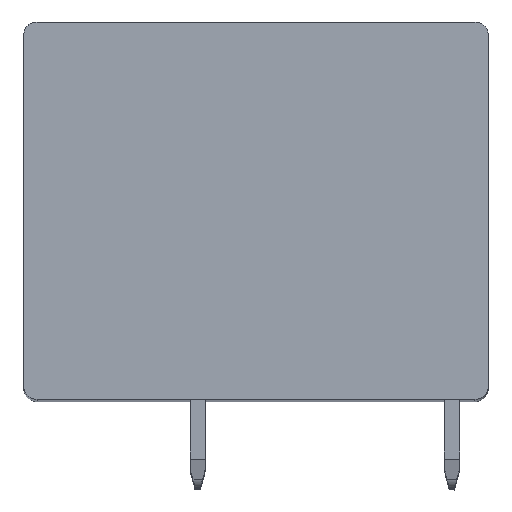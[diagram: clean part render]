
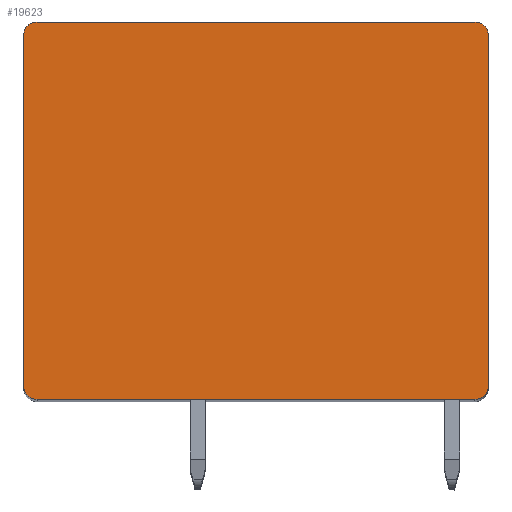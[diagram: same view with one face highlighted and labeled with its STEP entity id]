
A CAD part, top view. The second image highlights one B-rep face of the part: STEP entity #19623.
In plain terms, the highlighted planar face has unit normal (0, 0, 1).
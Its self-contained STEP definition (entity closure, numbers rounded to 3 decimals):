
#7434=CARTESIAN_POINT('',(-11.375,9.1,5.55));
#7435=DIRECTION('',(0.,0.,1.));
#7436=DIRECTION('',(0.,1.,0.));
#7437=AXIS2_PLACEMENT_3D('',#7434,#7435,#7436);
#7439=DIRECTION('',(-1.,0.,0.));
#7440=VECTOR('',#7439,22.75);
#7441=CARTESIAN_POINT('',(11.375,9.8,5.55));
#7442=LINE('',#7441,#7440);
#7443=CARTESIAN_POINT('',(11.375,9.1,5.55));
#7444=DIRECTION('',(0.,0.,1.));
#7445=DIRECTION('',(1.,0.,0.));
#7446=AXIS2_PLACEMENT_3D('',#7443,#7444,#7445);
#7448=DIRECTION('',(0.,1.,0.));
#7449=VECTOR('',#7448,18.2);
#7450=CARTESIAN_POINT('',(12.075,-9.1,5.55));
#7451=LINE('',#7450,#7449);
#7452=CARTESIAN_POINT('',(11.375,-9.1,5.55));
#7453=DIRECTION('',(0.,0.,1.));
#7454=DIRECTION('',(0.,-1.,0.));
#7455=AXIS2_PLACEMENT_3D('',#7452,#7453,#7454);
#7457=DIRECTION('',(1.,0.,0.));
#7458=VECTOR('',#7457,22.75);
#7459=CARTESIAN_POINT('',(-11.375,-9.8,5.55));
#7460=LINE('',#7459,#7458);
#7461=CARTESIAN_POINT('',(-11.375,-9.1,5.55));
#7462=DIRECTION('',(0.,0.,1.));
#7463=DIRECTION('',(-1.,0.,0.));
#7464=AXIS2_PLACEMENT_3D('',#7461,#7462,#7463);
#7466=DIRECTION('',(0.,-1.,0.));
#7467=VECTOR('',#7466,18.2);
#7468=CARTESIAN_POINT('',(-12.075,9.1,5.55));
#7469=LINE('',#7468,#7467);
#8717=CARTESIAN_POINT('',(-11.375,9.8,5.55));
#8718=CARTESIAN_POINT('',(-12.075,9.1,5.55));
#8719=VERTEX_POINT('',#8717);
#8720=VERTEX_POINT('',#8718);
#8725=CARTESIAN_POINT('',(12.075,9.1,5.55));
#8726=VERTEX_POINT('',#8725);
#8727=CARTESIAN_POINT('',(11.375,9.8,5.55));
#8728=VERTEX_POINT('',#8727);
#8733=CARTESIAN_POINT('',(11.375,-9.8,5.55));
#8734=VERTEX_POINT('',#8733);
#8735=CARTESIAN_POINT('',(12.075,-9.1,5.55));
#8736=VERTEX_POINT('',#8735);
#8741=CARTESIAN_POINT('',(-12.075,-9.1,5.55));
#8742=VERTEX_POINT('',#8741);
#8743=CARTESIAN_POINT('',(-11.375,-9.8,5.55));
#8744=VERTEX_POINT('',#8743);
#19608=CARTESIAN_POINT('',(0.,0.,5.55));
#19609=DIRECTION('',(0.,0.,1.));
#19610=DIRECTION('',(1.,0.,0.));
#19611=AXIS2_PLACEMENT_3D('',#19608,#19609,#19610);
#19612=PLANE('',#19611);
#19613=ORIENTED_EDGE('',*,*,#10820,.F.);
#19614=ORIENTED_EDGE('',*,*,#10882,.F.);
#19615=ORIENTED_EDGE('',*,*,#11195,.F.);
#19616=ORIENTED_EDGE('',*,*,#11210,.F.);
#19617=ORIENTED_EDGE('',*,*,#11223,.F.);
#19618=ORIENTED_EDGE('',*,*,#11238,.F.);
#19619=ORIENTED_EDGE('',*,*,#13879,.F.);
#19620=ORIENTED_EDGE('',*,*,#13891,.F.);
#19621=EDGE_LOOP('',(#19613,#19614,#19615,#19616,#19617,#19618,#19619,#19620));
#19622=FACE_OUTER_BOUND('',#19621,.F.);
#7438=CIRCLE('',#7437,0.7);
#7447=CIRCLE('',#7446,0.7);
#7456=CIRCLE('',#7455,0.7);
#7465=CIRCLE('',#7464,0.7);
#10820=EDGE_CURVE('',#8719,#8720,#7438,.T.);
#10882=EDGE_CURVE('',#8728,#8719,#7442,.T.);
#11195=EDGE_CURVE('',#8726,#8728,#7447,.T.);
#11210=EDGE_CURVE('',#8736,#8726,#7451,.T.);
#11223=EDGE_CURVE('',#8734,#8736,#7456,.T.);
#11238=EDGE_CURVE('',#8744,#8734,#7460,.T.);
#13879=EDGE_CURVE('',#8742,#8744,#7465,.T.);
#13891=EDGE_CURVE('',#8720,#8742,#7469,.T.);
#19623=ADVANCED_FACE('',(#19622),#19612,.T.);
